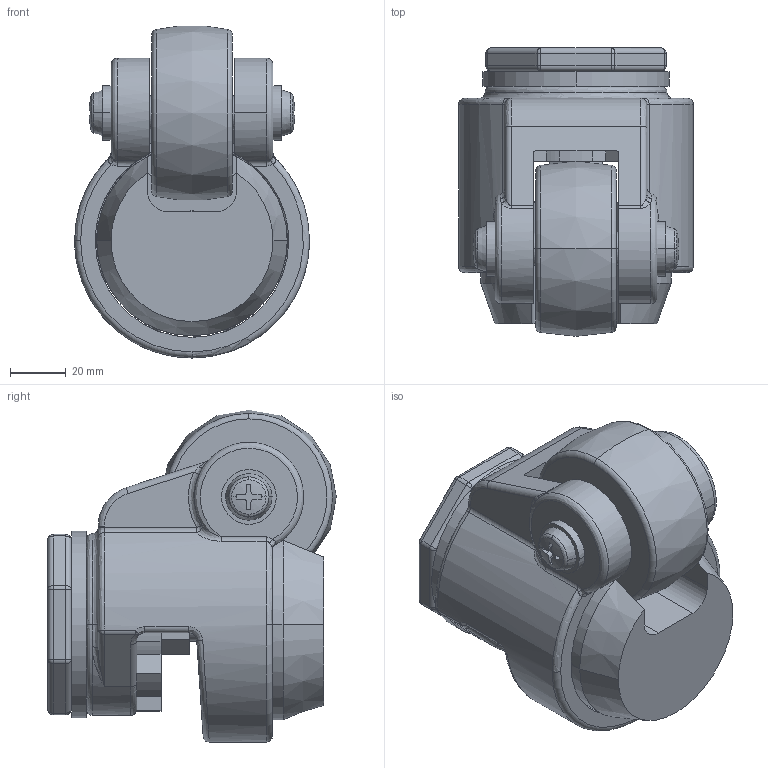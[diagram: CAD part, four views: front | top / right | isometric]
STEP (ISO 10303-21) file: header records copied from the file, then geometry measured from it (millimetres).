
FILE_DESCRIPTION(/* description */ ('KriTec Heberolle D62 Premium'),/* implementation_level */ '2;1');
FILE_NAME(/* name */ '13437_KriTec_Heberolle_D62_Premium.stp',/* time_stamp */ '2020-11-20T10:47:24+01:00',/* author */ ('jendrek'),/* organization */ (''),/* preprocessor_version */ 'ST-DEVELOPER v17',/* originating_system */ 'Autodesk Inventor 2018',/* authorisation */ '');
FILE_SCHEMA (('AUTOMOTIVE_DESIGN { 1 0 10303 214 3 1 1 }'));
Length unit declared in the file: millimetre
Products named in the file (1): 13437
Bounding box: 84.64 x 104 x 119.63 mm (x, y, z)
Volume: 462694.6 mm3; surface area: 76708.8 mm2
Topology: 1 solids, 1 shells, 364 faces, 939 edges, 563 vertices
Faces by surface type: cylinder 135, plane 104, bspline 79, torus 20, sphere 16, cone 10
Entity records: 17770 total; most frequent: CARTESIAN_POINT 9088, ORIENTED_EDGE 1830, DIRECTION 1647, EDGE_CURVE 915, AXIS2_PLACEMENT_3D 644, VERTEX_POINT 565, EDGE_LOOP 384, FACE_OUTER_BOUND 364
